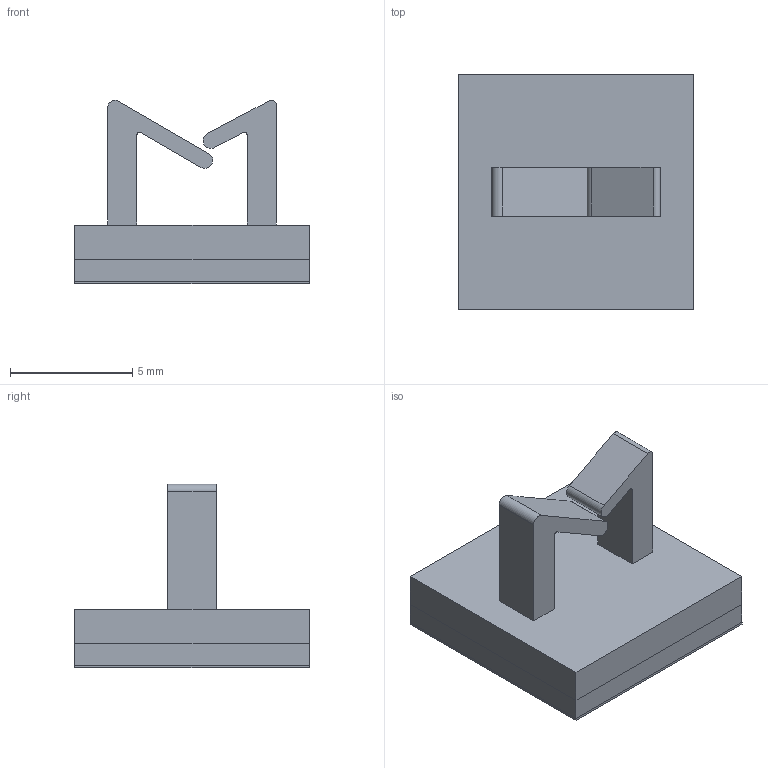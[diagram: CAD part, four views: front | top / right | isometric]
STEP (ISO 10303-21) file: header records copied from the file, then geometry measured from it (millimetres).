
FILE_DESCRIPTION( ( 'Unknown' ), '1' );
FILE_NAME( '521230000.stp', 'Unknown', ( 'Unknown' ), ( 'Unknown' ), 'PSStep 17.0.49', 'Unknown', ' ' );
FILE_SCHEMA( ( 'AUTOMOTIVE_DESIGN { 1 0 10303 214 1 1 1 1 }' ) );
Length unit declared in the file: millimetre
Products named in the file (4): Assem1; 521230000; adhesive tape; release_tape
Assembly tree (3 placements, depth 2):
  Assem1
    521230000
    adhesive tape
    release_tape
Bounding box: 9.6 x 9.6 x 7.5 mm (x, y, z)
Volume: 251.8 mm3; surface area: 734.7 mm2
Topology: 3 solids, 3 shells, 36 faces, 84 edges, 56 vertices
Faces by surface type: plane 30, cylinder 6
Entity records: 1378 total; most frequent: CARTESIAN_POINT 180, DIRECTION 176, ORIENTED_EDGE 168, EDGE_CURVE 84, LINE 72, VECTOR 72, VERTEX_POINT 56, AXIS2_PLACEMENT_3D 52
